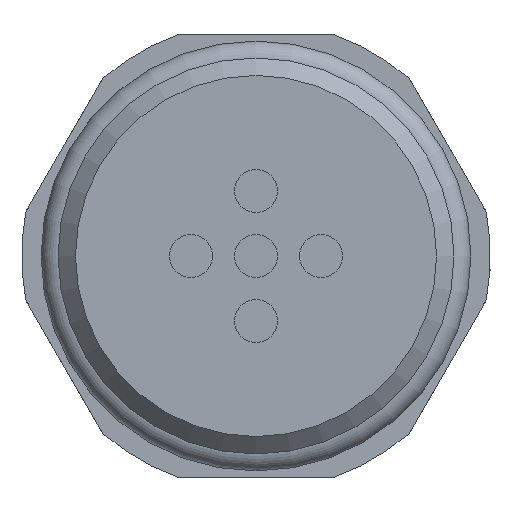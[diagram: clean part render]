
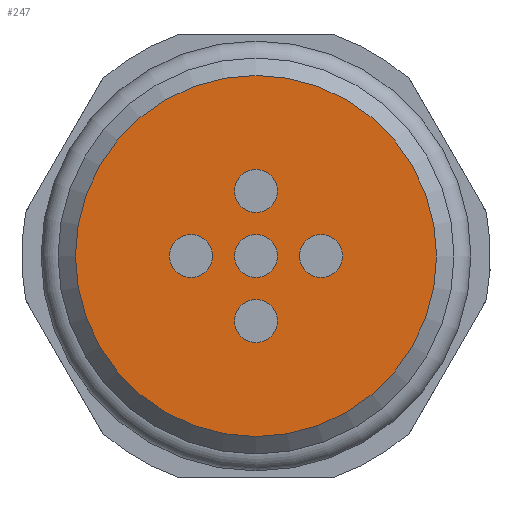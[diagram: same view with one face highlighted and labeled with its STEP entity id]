
A CAD part, front view. The second image highlights one B-rep face of the part: STEP entity #247.
In plain terms, the highlighted planar face has unit normal (0, -1, 0).
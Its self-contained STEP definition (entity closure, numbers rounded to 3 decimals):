
#65=FACE_BOUND('',#496,.T.);
#66=FACE_BOUND('',#497,.T.);
#67=FACE_BOUND('',#498,.T.);
#68=FACE_BOUND('',#499,.T.);
#69=FACE_BOUND('',#500,.T.);
#70=FACE_BOUND('',#501,.T.);
#182=PLANE('',#1777);
#247=ADVANCED_FACE('',(#65,#66,#67,#68,#69,#70),#182,.T.);
#496=EDGE_LOOP('',(#898));
#497=EDGE_LOOP('',(#899));
#498=EDGE_LOOP('',(#900));
#499=EDGE_LOOP('',(#901));
#500=EDGE_LOOP('',(#902));
#501=EDGE_LOOP('',(#903));
#898=ORIENTED_EDGE('',*,*,#1438,.T.);
#899=ORIENTED_EDGE('',*,*,#1439,.T.);
#900=ORIENTED_EDGE('',*,*,#1440,.T.);
#901=ORIENTED_EDGE('',*,*,#1441,.T.);
#902=ORIENTED_EDGE('',*,*,#1442,.T.);
#903=ORIENTED_EDGE('',*,*,#1443,.T.);
#1264=VERTEX_POINT('',#2781);
#1265=VERTEX_POINT('',#2783);
#1266=VERTEX_POINT('',#2785);
#1267=VERTEX_POINT('',#2787);
#1268=VERTEX_POINT('',#2789);
#1269=VERTEX_POINT('',#2791);
#1438=EDGE_CURVE('',#1264,#1264,#1621,.T.);
#1439=EDGE_CURVE('',#1265,#1265,#1622,.T.);
#1440=EDGE_CURVE('',#1266,#1266,#1623,.T.);
#1441=EDGE_CURVE('',#1267,#1267,#1624,.T.);
#1442=EDGE_CURVE('',#1268,#1268,#1625,.T.);
#1443=EDGE_CURVE('',#1269,#1269,#1626,.T.);
#1621=CIRCLE('',#1771,0.825);
#1622=CIRCLE('',#1772,0.825);
#1623=CIRCLE('',#1773,0.825);
#1624=CIRCLE('',#1774,0.825);
#1625=CIRCLE('',#1775,0.825);
#1626=CIRCLE('',#1776,6.93);
#1771=AXIS2_PLACEMENT_3D('',#2780,#2086,#2087);
#1772=AXIS2_PLACEMENT_3D('',#2782,#2088,#2089);
#1773=AXIS2_PLACEMENT_3D('',#2784,#2090,#2091);
#1774=AXIS2_PLACEMENT_3D('',#2786,#2092,#2093);
#1775=AXIS2_PLACEMENT_3D('',#2788,#2094,#2095);
#1776=AXIS2_PLACEMENT_3D('',#2790,#2096,#2097);
#1777=AXIS2_PLACEMENT_3D('',#2792,#2098,#2099);
#2086=DIRECTION('',(0.,1.,0.));
#2087=DIRECTION('',(0.,0.,1.));
#2088=DIRECTION('',(0.,1.,0.));
#2089=DIRECTION('',(0.,0.,1.));
#2090=DIRECTION('',(0.,1.,0.));
#2091=DIRECTION('',(0.,0.,1.));
#2092=DIRECTION('',(0.,1.,0.));
#2093=DIRECTION('',(0.,0.,1.));
#2094=DIRECTION('',(0.,1.,0.));
#2095=DIRECTION('',(0.,0.,1.));
#2096=DIRECTION('',(0.,-1.,0.));
#2097=DIRECTION('',(0.,0.,-1.));
#2098=DIRECTION('',(0.,-1.,0.));
#2099=DIRECTION('',(0.,0.,1.));
#2780=CARTESIAN_POINT('',(50.,50.,2.5));
#2781=CARTESIAN_POINT('',(50.,50.,3.325));
#2782=CARTESIAN_POINT('',(52.5,50.,0.));
#2783=CARTESIAN_POINT('',(52.5,50.,0.825));
#2784=CARTESIAN_POINT('',(50.,50.,-2.5));
#2785=CARTESIAN_POINT('',(50.,50.,-1.675));
#2786=CARTESIAN_POINT('',(47.5,50.,0.));
#2787=CARTESIAN_POINT('',(47.5,50.,0.825));
#2788=CARTESIAN_POINT('',(50.,50.,0.));
#2789=CARTESIAN_POINT('',(50.,50.,0.825));
#2790=CARTESIAN_POINT('',(50.,50.,0.));
#2791=CARTESIAN_POINT('',(50.,50.,-6.93));
#2792=CARTESIAN_POINT('',(55.,50.,0.));
